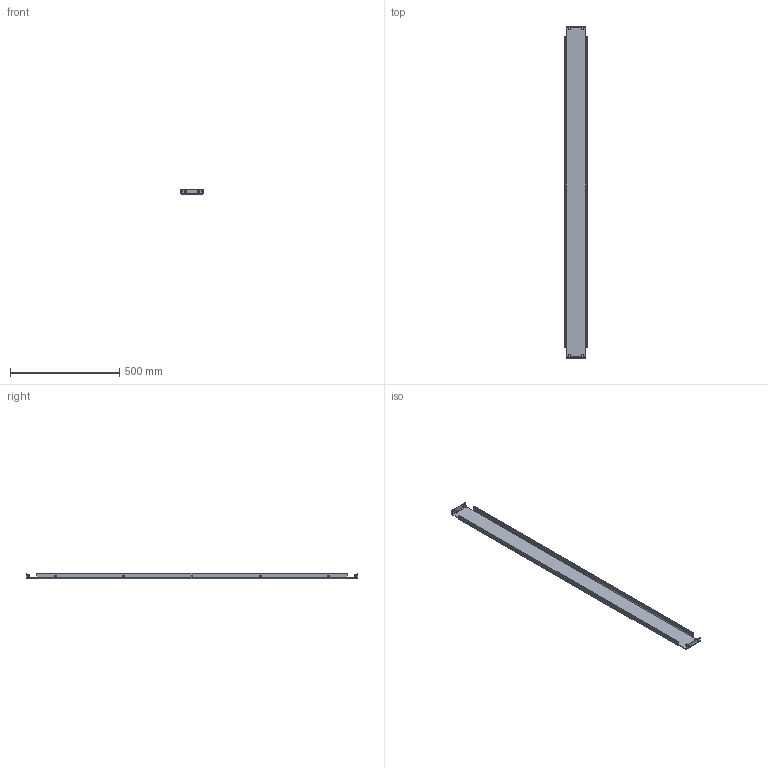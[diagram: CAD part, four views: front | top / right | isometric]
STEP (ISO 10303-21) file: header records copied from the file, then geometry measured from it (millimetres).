
FILE_DESCRIPTION(/* description */ (''),/* implementation_level */ '2;1');
FILE_NAME(/* name */ 'PLC1650.stp',/* time_stamp */ '2020-09-25T11:07:56+02:00',/* author */ (''),/* organization */ (''),/* preprocessor_version */ 'ST-DEVELOPER v16.7',/* originating_system */ 'SIEMENS PLM Software NX 12.0',/* authorisation */ '');
FILE_SCHEMA (('AUTOMOTIVE_DESIGN { 1 0 10303 214 3 1 1 1 }'));
Length unit declared in the file: millimetre
Products named in the file (1): PLC1650
Bounding box: 103 x 1522 x 24 mm (x, y, z)
Volume: 637627.3 mm3; surface area: 438332.1 mm2
Topology: 5 solids, 5 shells, 224 faces, 582 edges, 372 vertices
Faces by surface type: plane 162, cone 40, cylinder 22
Full cylindrical faces by diameter (mm): 4.918 x4, 8.5 x10
Entity records: 6629 total; most frequent: CARTESIAN_POINT 1309, ORIENTED_EDGE 1096, DIRECTION 1030, EDGE_CURVE 548, LINE 372, VECTOR 372, VERTEX_POINT 368, AXIS2_PLACEMENT_3D 329
